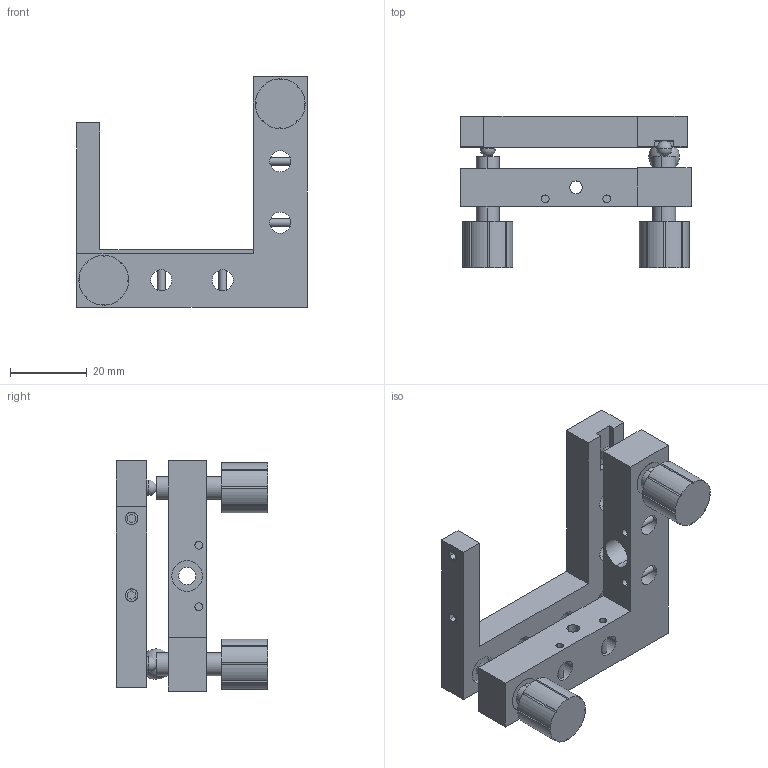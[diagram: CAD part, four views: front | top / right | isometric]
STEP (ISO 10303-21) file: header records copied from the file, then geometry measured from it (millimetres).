
FILE_DESCRIPTION (( 'STEP AP214' ), '1' );
FILE_NAME ('GCM-100203-三维外形图-20161114.STEP', '2016-11-14T02:37:13', ( 't' ), ( 'd' ), 'SwSTEP 2.0', 'SolidWorks 2012', '' );
FILE_SCHEMA (( 'AUTOMOTIVE_DESIGN' ));
Length unit declared in the file: millimetre
Products named in the file (1): GCM-100203-三维外形图-20161114
Bounding box: 60 x 39.5 x 60 mm (x, y, z)
Surface area: 15710 mm2 (no closed solid volume)
Topology: 0 solids, 25 shells, 177 faces, 519 edges, 361 vertices
Faces by surface type: cylinder 106, plane 57, cone 8, sphere 6
Entity records: 8396 total; most frequent: CARTESIAN_POINT 1582, DIRECTION 1080, ORIENTED_EDGE 904, EDGE_CURVE 504, AXIS2_PLACEMENT_3D 434, VERTEX_POINT 352, CIRCLE 256, EDGE_LOOP 236
